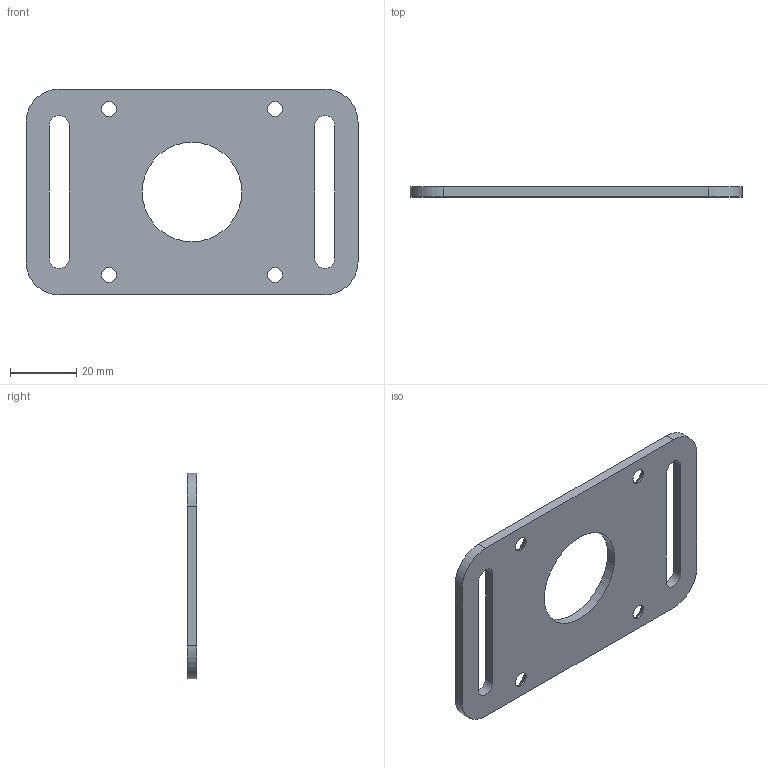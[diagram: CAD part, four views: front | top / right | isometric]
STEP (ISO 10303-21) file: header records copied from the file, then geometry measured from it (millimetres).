
FILE_DESCRIPTION((''),'2;1');
FILE_NAME('213730_ASM','2019-09-20T07:29:58',('pdmadmin'),('BANNER ENGINEERING'),'CREO PARAMETRIC BY PTC INC, 2018300','CREO PARAMETRIC BY PTC INC, 2018300','');
FILE_SCHEMA(('CONFIG_CONTROL_DESIGN'));
Length unit declared in the file: millimetre
Products named in the file (2): ZJ-SP-1_12; 213730_ASM
Assembly tree (1 placements, depth 2):
  213730_ASM
    ZJ-SP-1_12
Bounding box: 100 x 3 x 62 mm (x, y, z)
Volume: 14179.2 mm3; surface area: 11530 mm2
Topology: 1 solids, 1 shells, 36 faces, 110 edges, 76 vertices
Faces by surface type: cylinder 18, plane 10, cone 8
Entity records: 1373 total; most frequent: DIRECTION 248, CARTESIAN_POINT 225, ORIENTED_EDGE 220, EDGE_CURVE 110, AXIS2_PLACEMENT_3D 99, VERTEX_POINT 76, CIRCLE 60, VECTOR 50
